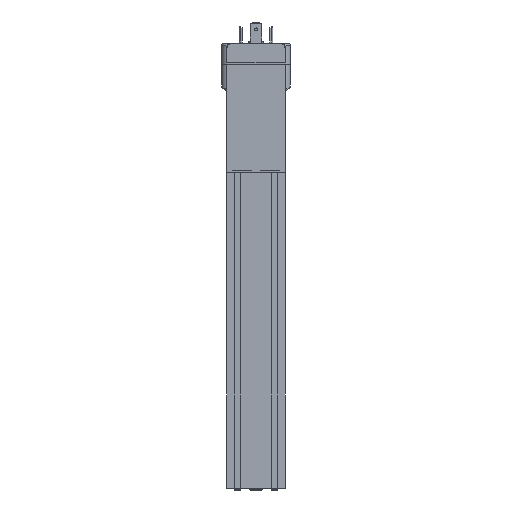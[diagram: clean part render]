
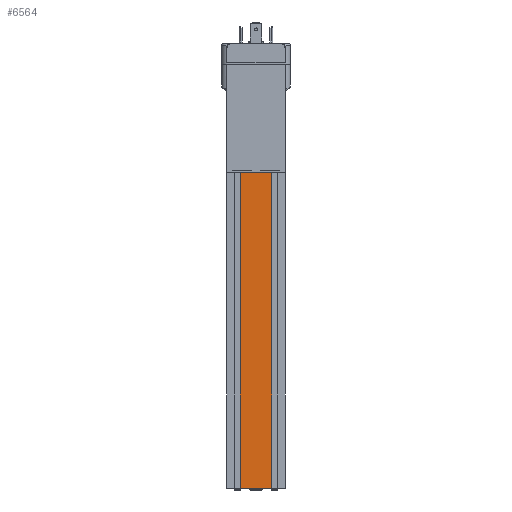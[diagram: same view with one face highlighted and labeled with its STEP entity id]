
A CAD part, front view. The second image highlights one B-rep face of the part: STEP entity #6564.
In plain terms, the highlighted planar face has unit normal (0, -1, 0).
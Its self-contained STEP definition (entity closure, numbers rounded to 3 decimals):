
#493 = DIRECTION ( 'NONE',  ( 1., 0., 0. ) ) ;
#1107 = VERTEX_POINT ( 'NONE', #11969 ) ;
#1157 = DIRECTION ( 'NONE',  ( 0., 0., 1. ) ) ;
#2389 = VERTEX_POINT ( 'NONE', #18293 ) ;
#2795 = EDGE_CURVE ( 'NONE', #7111, #2389, #15260, .T. ) ;
#2866 = DIRECTION ( 'NONE',  ( 0., 0., 1. ) ) ;
#2995 = FACE_OUTER_BOUND ( 'NONE', #7740, .T. ) ;
#3544 = VECTOR ( 'NONE', #1157, 1000. ) ;
#3683 = DIRECTION ( 'NONE',  ( 1., 0., 0. ) ) ;
#4011 = EDGE_CURVE ( 'NONE', #13117, #7111, #9918, .T. ) ;
#4091 = LINE ( 'NONE', #8818, #3544 ) ;
#4308 = AXIS2_PLACEMENT_3D ( 'NONE', #12155, #16502, #4602 ) ;
#4602 = DIRECTION ( 'NONE',  ( 0., 0., -1. ) ) ;
#5662 = CARTESIAN_POINT ( 'NONE',  ( -9., 0., -179.5 ) ) ;
#6087 = CARTESIAN_POINT ( 'NONE',  ( 9., 0., -179.5 ) ) ;
#6564 = ADVANCED_FACE ( 'NONE', ( #2995 ), #15286, .T. ) ;
#7111 = VERTEX_POINT ( 'NONE', #9413 ) ;
#7740 = EDGE_LOOP ( 'NONE', ( #16895, #18184, #14035, #10347 ) ) ;
#7763 = VECTOR ( 'NONE', #3683, 1000. ) ;
#8818 = CARTESIAN_POINT ( 'NONE',  ( -9., 0., -179.5 ) ) ;
#9413 = CARTESIAN_POINT ( 'NONE',  ( 9., 0., -179.5 ) ) ;
#9918 = LINE ( 'NONE', #17281, #7763 ) ;
#10347 = ORIENTED_EDGE ( 'NONE', *, *, #2795, .T. ) ;
#11284 = CARTESIAN_POINT ( 'NONE',  ( 9., 0., 0. ) ) ;
#11969 = CARTESIAN_POINT ( 'NONE',  ( -9., 0., 0. ) ) ;
#12155 = CARTESIAN_POINT ( 'NONE',  ( 9., 0., -179.5 ) ) ;
#13093 = EDGE_CURVE ( 'NONE', #13117, #1107, #4091, .T. ) ;
#13117 = VERTEX_POINT ( 'NONE', #5662 ) ;
#13554 = VECTOR ( 'NONE', #493, 1000. ) ;
#14035 = ORIENTED_EDGE ( 'NONE', *, *, #4011, .T. ) ;
#14958 = EDGE_CURVE ( 'NONE', #1107, #2389, #18840, .T. ) ;
#15260 = LINE ( 'NONE', #6087, #18684 ) ;
#15286 = PLANE ( 'NONE',  #4308 ) ;
#16502 = DIRECTION ( 'NONE',  ( 0., -1., 0. ) ) ;
#16895 = ORIENTED_EDGE ( 'NONE', *, *, #14958, .F. ) ;
#17281 = CARTESIAN_POINT ( 'NONE',  ( 9., 0., -179.5 ) ) ;
#18184 = ORIENTED_EDGE ( 'NONE', *, *, #13093, .F. ) ;
#18293 = CARTESIAN_POINT ( 'NONE',  ( 9., 0., 0. ) ) ;
#18684 = VECTOR ( 'NONE', #2866, 1000. ) ;
#18840 = LINE ( 'NONE', #11284, #13554 ) ;
